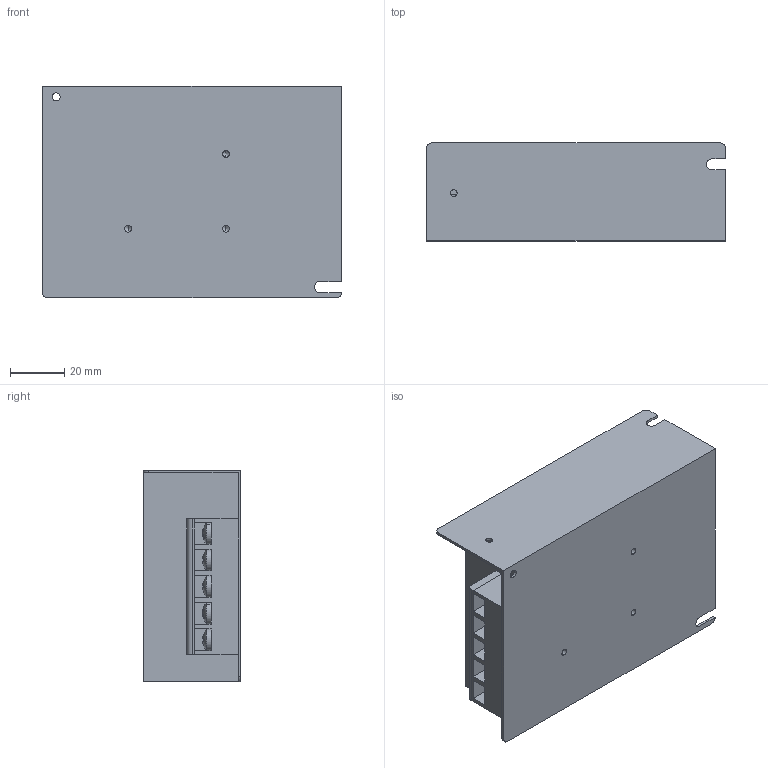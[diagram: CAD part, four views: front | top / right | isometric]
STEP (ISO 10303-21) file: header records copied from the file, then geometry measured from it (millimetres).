
FILE_DESCRIPTION (( 'STEP AP214' ), '1' );
FILE_NAME ('PSU Assembly.STEP', '2019-10-13T11:33:04', ( '' ), ( '' ), 'SwSTEP 2.0', 'SolidWorks 2018', '' );
FILE_SCHEMA (( 'AUTOMOTIVE_DESIGN' ));
Length unit declared in the file: millimetre
Products named in the file (5): Screen connectorblock; pan head cross recess screw_iso_ISO 7045 - M4 x 5 - Z - 5N; conntectorblock; case; PSU Assembly
Assembly tree (8 placements, depth 2):
  PSU Assembly
    case
    conntectorblock
    pan head cross recess screw_iso_ISO 7045 - M4 x 5 - Z - 5N  x5
    Screen connectorblock
Bounding box: 110 x 36 x 78 mm (x, y, z)
Volume: 255360.1 mm3; surface area: 38128.4 mm2
Topology: 8 solids, 8 shells, 266 faces, 673 edges, 410 vertices
Faces by surface type: plane 142, cylinder 48, cone 46, torus 20, sphere 10
Entity records: 4272 total; most frequent: DIRECTION 698, CARTESIAN_POINT 690, ORIENTED_EDGE 638, EDGE_CURVE 319, AXIS2_PLACEMENT_3D 246, VERTEX_POINT 206, VECTOR 206, LINE 206
